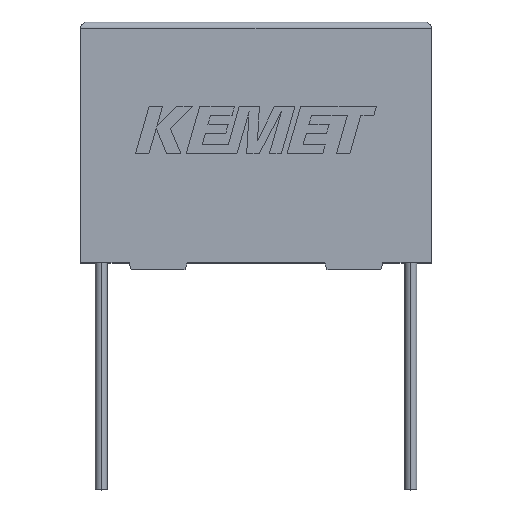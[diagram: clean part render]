
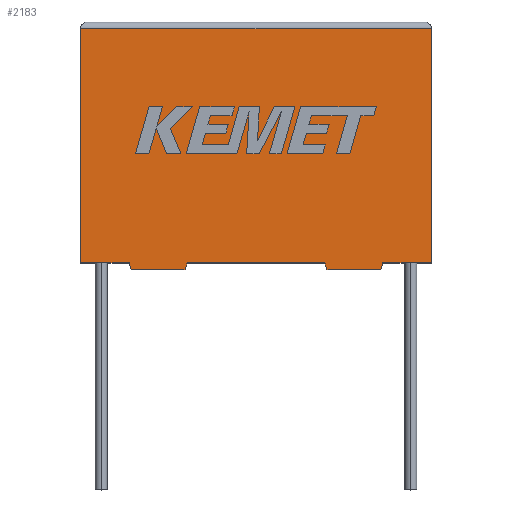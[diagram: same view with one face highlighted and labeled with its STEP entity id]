
A CAD part, top view. The second image highlights one B-rep face of the part: STEP entity #2183.
In plain terms, the highlighted planar face has unit normal (0, 0, 1).
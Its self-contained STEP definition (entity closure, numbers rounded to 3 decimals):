
#53 = VERTEX_POINT ( 'NONE', #3075 ) ;
#75 = VERTEX_POINT ( 'NONE', #1091 ) ;
#86 = LINE ( 'NONE', #1699, #2349 ) ;
#90 = VECTOR ( 'NONE', #219, 1000. ) ;
#116 = ORIENTED_EDGE ( 'NONE', *, *, #2640, .T. ) ;
#121 = CARTESIAN_POINT ( 'NONE',  ( 0., 0., 9.5 ) ) ;
#147 = LINE ( 'NONE', #1065, #1497 ) ;
#212 = VERTEX_POINT ( 'NONE', #432 ) ;
#219 = DIRECTION ( 'NONE',  ( 1., 0., 0. ) ) ;
#269 = VECTOR ( 'NONE', #3011, 1000. ) ;
#350 = EDGE_CURVE ( 'NONE', #1341, #745, #1047, .T. ) ;
#432 = CARTESIAN_POINT ( 'NONE',  ( 25.5, 0., 9.5 ) ) ;
#454 = EDGE_CURVE ( 'NONE', #3226, #1435, #3009, .T. ) ;
#546 = DIRECTION ( 'NONE',  ( -1., 0., 0. ) ) ;
#585 = CARTESIAN_POINT ( 'NONE',  ( 0., 0., 9.5 ) ) ;
#598 = EDGE_CURVE ( 'NONE', #212, #3226, #789, .T. ) ;
#608 = CARTESIAN_POINT ( 'NONE',  ( 3.69, -0.5, 9.5 ) ) ;
#611 = CARTESIAN_POINT ( 'NONE',  ( 7.591, -0.5, 9.5 ) ) ;
#671 = CARTESIAN_POINT ( 'NONE',  ( 0., 0., 9.5 ) ) ;
#745 = VERTEX_POINT ( 'NONE', #611 ) ;
#774 = CARTESIAN_POINT ( 'NONE',  ( 21.96, 0., 9.5 ) ) ;
#789 = LINE ( 'NONE', #2267, #269 ) ;
#906 = ORIENTED_EDGE ( 'NONE', *, *, #350, .T. ) ;
#932 = LINE ( 'NONE', #3113, #1251 ) ;
#989 = CARTESIAN_POINT ( 'NONE',  ( 0., 17., 9.5 ) ) ;
#1012 = VECTOR ( 'NONE', #2695, 1000. ) ;
#1021 = VECTOR ( 'NONE', #1202, 1000. ) ;
#1047 = LINE ( 'NONE', #3223, #90 ) ;
#1063 = EDGE_CURVE ( 'NONE', #2802, #75, #2547, .T. ) ;
#1065 = CARTESIAN_POINT ( 'NONE',  ( 0., 0., 9.5 ) ) ;
#1091 = CARTESIAN_POINT ( 'NONE',  ( 21.81, -0.5, 9.5 ) ) ;
#1130 = LINE ( 'NONE', #1209, #1012 ) ;
#1202 = DIRECTION ( 'NONE',  ( -0.287, -0.958, 0. ) ) ;
#1209 = CARTESIAN_POINT ( 'NONE',  ( 21.81, -0.5, 9.5 ) ) ;
#1251 = VECTOR ( 'NONE', #3129, 1000. ) ;
#1341 = VERTEX_POINT ( 'NONE', #608 ) ;
#1388 = VERTEX_POINT ( 'NONE', #2632 ) ;
#1416 = PLANE ( 'NONE',  #1994 ) ;
#1435 = VERTEX_POINT ( 'NONE', #989 ) ;
#1497 = VECTOR ( 'NONE', #1803, 1000. ) ;
#1512 = FACE_OUTER_BOUND ( 'NONE', #2328, .T. ) ;
#1548 = VERTEX_POINT ( 'NONE', #2563 ) ;
#1556 = EDGE_CURVE ( 'NONE', #53, #1388, #147, .T. ) ;
#1565 = ORIENTED_EDGE ( 'NONE', *, *, #598, .T. ) ;
#1623 = LINE ( 'NONE', #585, #2551 ) ;
#1627 = DIRECTION ( 'NONE',  ( 1., 0., 0. ) ) ;
#1690 = EDGE_CURVE ( 'NONE', #1388, #1341, #932, .T. ) ;
#1692 = VECTOR ( 'NONE', #546, 1000. ) ;
#1699 = CARTESIAN_POINT ( 'NONE',  ( 7.591, -0.5, 9.5 ) ) ;
#1710 = EDGE_CURVE ( 'NONE', #1548, #2440, #2846, .T. ) ;
#1747 = LINE ( 'NONE', #1915, #2749 ) ;
#1803 = DIRECTION ( 'NONE',  ( 1., 0., 0. ) ) ;
#1870 = EDGE_CURVE ( 'NONE', #75, #2755, #1130, .T. ) ;
#1874 = ORIENTED_EDGE ( 'NONE', *, *, #1710, .T. ) ;
#1915 = CARTESIAN_POINT ( 'NONE',  ( 0., 0., 9.5 ) ) ;
#1949 = ORIENTED_EDGE ( 'NONE', *, *, #1556, .T. ) ;
#1975 = VECTOR ( 'NONE', #2137, 1000. ) ;
#1994 = AXIS2_PLACEMENT_3D ( 'NONE', #671, #3153, #2177 ) ;
#2054 = CARTESIAN_POINT ( 'NONE',  ( 0., 17., 9.5 ) ) ;
#2096 = EDGE_CURVE ( 'NONE', #745, #1548, #86, .T. ) ;
#2116 = EDGE_CURVE ( 'NONE', #2755, #2440, #2197, .T. ) ;
#2137 = DIRECTION ( 'NONE',  ( 1., 0., 0. ) ) ;
#2177 = DIRECTION ( 'NONE',  ( -1., 0., 0. ) ) ;
#2183 = ADVANCED_FACE ( 'NONE', ( #1512 ), #1416, .F. ) ;
#2197 = LINE ( 'NONE', #3199, #2779 ) ;
#2267 = CARTESIAN_POINT ( 'NONE',  ( 25.5, 0., 9.5 ) ) ;
#2323 = EDGE_CURVE ( 'NONE', #2802, #212, #1623, .T. ) ;
#2324 = ORIENTED_EDGE ( 'NONE', *, *, #1870, .F. ) ;
#2328 = EDGE_LOOP ( 'NONE', ( #1565, #2602, #116, #1949, #2726, #906, #2821, #1874, #2404, #2324, #3085, #2678 ) ) ;
#2349 = VECTOR ( 'NONE', #2694, 1000. ) ;
#2404 = ORIENTED_EDGE ( 'NONE', *, *, #2116, .F. ) ;
#2440 = VERTEX_POINT ( 'NONE', #2759 ) ;
#2449 = DIRECTION ( 'NONE',  ( -0.287, 0.958, 0. ) ) ;
#2547 = LINE ( 'NONE', #3230, #1021 ) ;
#2551 = VECTOR ( 'NONE', #1627, 1000. ) ;
#2563 = CARTESIAN_POINT ( 'NONE',  ( 7.741, 0., 9.5 ) ) ;
#2575 = CARTESIAN_POINT ( 'NONE',  ( 17.909, -0.5, 9.5 ) ) ;
#2599 = DIRECTION ( 'NONE',  ( 0., -1., 0. ) ) ;
#2602 = ORIENTED_EDGE ( 'NONE', *, *, #454, .T. ) ;
#2632 = CARTESIAN_POINT ( 'NONE',  ( 3.54, 0., 9.5 ) ) ;
#2640 = EDGE_CURVE ( 'NONE', #1435, #53, #1747, .T. ) ;
#2678 = ORIENTED_EDGE ( 'NONE', *, *, #2323, .T. ) ;
#2694 = DIRECTION ( 'NONE',  ( 0.287, 0.958, 0. ) ) ;
#2695 = DIRECTION ( 'NONE',  ( -1., 0., 0. ) ) ;
#2726 = ORIENTED_EDGE ( 'NONE', *, *, #1690, .T. ) ;
#2749 = VECTOR ( 'NONE', #2599, 1000. ) ;
#2755 = VERTEX_POINT ( 'NONE', #2575 ) ;
#2759 = CARTESIAN_POINT ( 'NONE',  ( 17.759, 0., 9.5 ) ) ;
#2779 = VECTOR ( 'NONE', #2449, 1000. ) ;
#2802 = VERTEX_POINT ( 'NONE', #774 ) ;
#2821 = ORIENTED_EDGE ( 'NONE', *, *, #2096, .T. ) ;
#2846 = LINE ( 'NONE', #121, #1975 ) ;
#2892 = CARTESIAN_POINT ( 'NONE',  ( 25.5, 17., 9.5 ) ) ;
#3009 = LINE ( 'NONE', #2054, #1692 ) ;
#3011 = DIRECTION ( 'NONE',  ( 0., 1., 0. ) ) ;
#3075 = CARTESIAN_POINT ( 'NONE',  ( 0., 0., 9.5 ) ) ;
#3085 = ORIENTED_EDGE ( 'NONE', *, *, #1063, .F. ) ;
#3113 = CARTESIAN_POINT ( 'NONE',  ( 3.54, 0., 9.5 ) ) ;
#3129 = DIRECTION ( 'NONE',  ( 0.287, -0.958, 0. ) ) ;
#3153 = DIRECTION ( 'NONE',  ( 0., 0., -1. ) ) ;
#3199 = CARTESIAN_POINT ( 'NONE',  ( 17.909, -0.5, 9.5 ) ) ;
#3223 = CARTESIAN_POINT ( 'NONE',  ( 3.69, -0.5, 9.5 ) ) ;
#3226 = VERTEX_POINT ( 'NONE', #2892 ) ;
#3230 = CARTESIAN_POINT ( 'NONE',  ( 21.96, 0., 9.5 ) ) ;
